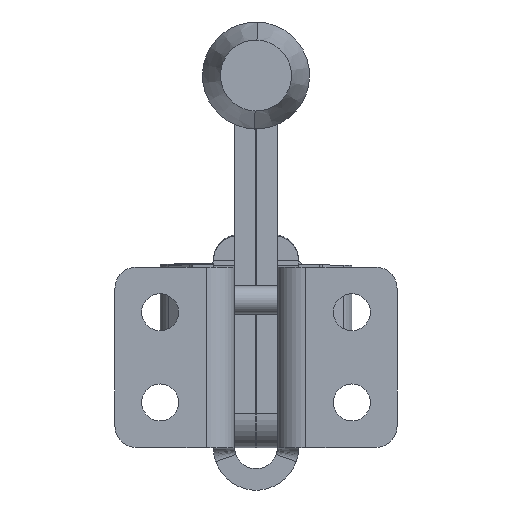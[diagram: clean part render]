
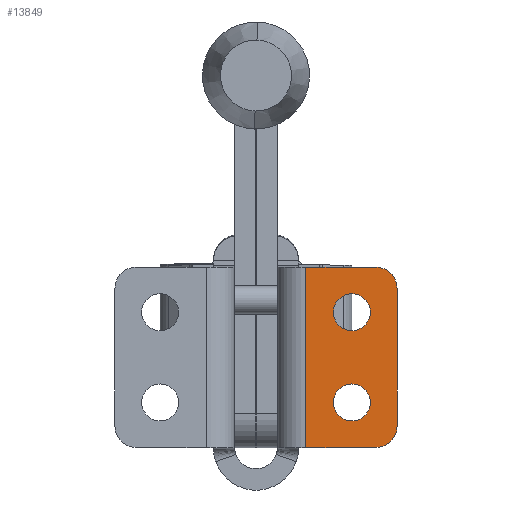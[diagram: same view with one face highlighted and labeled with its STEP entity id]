
A CAD part, front view. The second image highlights one B-rep face of the part: STEP entity #13849.
In plain terms, the highlighted planar face has unit normal (0, -1, 0).
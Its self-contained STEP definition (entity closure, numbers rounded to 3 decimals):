
#7329 = FACE_BOUND ( 'NONE', #17416, .T. ) ;
#7334 = FACE_OUTER_BOUND ( 'NONE', #17410, .T. ) ;
#7338 = FACE_BOUND ( 'NONE', #17411, .T. ) ;
#8445 = AXIS2_PLACEMENT_3D ( 'NONE', #9333, #9331, #9336 ) ;
#8673 = AXIS2_PLACEMENT_3D ( 'NONE', #24603, #24604, #24605 ) ;
#8675 = AXIS2_PLACEMENT_3D ( 'NONE', #24613, #24614, #24615 ) ;
#8717 = AXIS2_PLACEMENT_3D ( 'NONE', #25241, #25242, #25243 ) ;
#8718 = AXIS2_PLACEMENT_3D ( 'NONE', #25245, #25246, #25247 ) ;
#8719 = AXIS2_PLACEMENT_3D ( 'NONE', #25249, #25250, #25251 ) ;
#8720 = AXIS2_PLACEMENT_3D ( 'NONE', #25254, #25255, #25256 ) ;
#9331 = DIRECTION ( 'NONE',  ( 0., 1., 0. ) ) ;
#9333 = CARTESIAN_POINT ( 'NONE',  ( 0., -3., 0. ) ) ;
#9334 = PLANE ( 'NONE',  #8445 ) ;
#9336 = DIRECTION ( 'NONE',  ( -1., 0., 0. ) ) ;
#13849 = ADVANCED_FACE ( 'NONE', ( #7329, #7338, #7334 ), #9334, .F. ) ;
#15406 = EDGE_CURVE ( 'NONE', #16461, #16462, #23087, .T. ) ;
#15410 = EDGE_CURVE ( 'NONE', #16465, #16468, #23095, .T. ) ;
#16340 = ORIENTED_EDGE ( 'NONE', *, *, #15406, .F. ) ;
#16341 = ORIENTED_EDGE ( 'NONE', *, *, #16702, .F. ) ;
#16342 = ORIENTED_EDGE ( 'NONE', *, *, #15410, .F. ) ;
#16343 = ORIENTED_EDGE ( 'NONE', *, *, #16703, .F. ) ;
#16344 = ORIENTED_EDGE ( 'NONE', *, *, #16704, .T. ) ;
#16345 = ORIENTED_EDGE ( 'NONE', *, *, #16705, .T. ) ;
#16346 = ORIENTED_EDGE ( 'NONE', *, *, #16706, .T. ) ;
#16347 = ORIENTED_EDGE ( 'NONE', *, *, #16700, .F. ) ;
#16348 = ORIENTED_EDGE ( 'NONE', *, *, #16707, .T. ) ;
#16349 = ORIENTED_EDGE ( 'NONE', *, *, #16708, .T. ) ;
#16461 = VERTEX_POINT ( 'NONE', #25017 ) ;
#16462 = VERTEX_POINT ( 'NONE', #25018 ) ;
#16465 = VERTEX_POINT ( 'NONE', #25021 ) ;
#16468 = VERTEX_POINT ( 'NONE', #25024 ) ;
#16532 = VERTEX_POINT ( 'NONE', #25088 ) ;
#16540 = VERTEX_POINT ( 'NONE', #25096 ) ;
#16543 = VERTEX_POINT ( 'NONE', #25099 ) ;
#16546 = VERTEX_POINT ( 'NONE', #25102 ) ;
#16548 = VERTEX_POINT ( 'NONE', #25104 ) ;
#16549 = VERTEX_POINT ( 'NONE', #25105 ) ;
#16700 = EDGE_CURVE ( 'NONE', #16546, #16540, #23281, .T. ) ;
#16702 = EDGE_CURVE ( 'NONE', #16462, #16461, #23284, .T. ) ;
#16703 = EDGE_CURVE ( 'NONE', #16468, #16465, #23286, .T. ) ;
#16704 = EDGE_CURVE ( 'NONE', #16532, #16543, #23287, .T. ) ;
#16705 = EDGE_CURVE ( 'NONE', #16543, #16549, #23282, .T. ) ;
#16706 = EDGE_CURVE ( 'NONE', #16549, #16540, #23290, .T. ) ;
#16707 = EDGE_CURVE ( 'NONE', #16546, #16548, #23291, .T. ) ;
#16708 = EDGE_CURVE ( 'NONE', #16548, #16532, #23293, .T. ) ;
#17410 = EDGE_LOOP ( 'NONE', ( #16344, #16345, #16346, #16347, #16348, #16349 ) ) ;
#17411 = EDGE_LOOP ( 'NONE', ( #16342, #16343 ) ) ;
#17416 = EDGE_LOOP ( 'NONE', ( #16340, #16341 ) ) ;
#23087 = CIRCLE ( 'NONE', #8673, 2.6 ) ;
#23095 = CIRCLE ( 'NONE', #8675, 2.6 ) ;
#23281 = LINE ( 'NONE', #25233, #23283 ) ;
#23282 = CIRCLE ( 'NONE', #8719, 3. ) ;
#23283 = VECTOR ( 'NONE', #25229, 1000. ) ;
#23284 = CIRCLE ( 'NONE', #8717, 2.6 ) ;
#23286 = CIRCLE ( 'NONE', #8718, 2.6 ) ;
#23287 = LINE ( 'NONE', #25239, #23289 ) ;
#23289 = VECTOR ( 'NONE', #25240, 1000. ) ;
#23290 = LINE ( 'NONE', #25248, #23292 ) ;
#23291 = LINE ( 'NONE', #25252, #23294 ) ;
#23292 = VECTOR ( 'NONE', #25244, 1000. ) ;
#23293 = CIRCLE ( 'NONE', #8720, 3. ) ;
#23294 = VECTOR ( 'NONE', #25253, 1000. ) ;
#24603 = CARTESIAN_POINT ( 'NONE',  ( 13.5, -3., 6.35 ) ) ;
#24604 = DIRECTION ( 'NONE',  ( 0., -1., 0. ) ) ;
#24605 = DIRECTION ( 'NONE',  ( 1., 0., 0. ) ) ;
#24613 = CARTESIAN_POINT ( 'NONE',  ( 13.5, -3., 19.05 ) ) ;
#24614 = DIRECTION ( 'NONE',  ( 0., -1., 0. ) ) ;
#24615 = DIRECTION ( 'NONE',  ( 1., 0., 0. ) ) ;
#25017 = CARTESIAN_POINT ( 'NONE',  ( 10.9, -3., 6.35 ) ) ;
#25018 = CARTESIAN_POINT ( 'NONE',  ( 16.1, -3., 6.35 ) ) ;
#25021 = CARTESIAN_POINT ( 'NONE',  ( 10.9, -3., 19.05 ) ) ;
#25024 = CARTESIAN_POINT ( 'NONE',  ( 16.1, -3., 19.05 ) ) ;
#25088 = CARTESIAN_POINT ( 'NONE',  ( 19.85, -3., 3. ) ) ;
#25096 = CARTESIAN_POINT ( 'NONE',  ( 7., -3., 25.4 ) ) ;
#25099 = CARTESIAN_POINT ( 'NONE',  ( 19.85, -3., 22.4 ) ) ;
#25102 = CARTESIAN_POINT ( 'NONE',  ( 7., -3., 0. ) ) ;
#25104 = CARTESIAN_POINT ( 'NONE',  ( 16.85, -3., 0. ) ) ;
#25105 = CARTESIAN_POINT ( 'NONE',  ( 16.85, -3., 25.4 ) ) ;
#25229 = DIRECTION ( 'NONE',  ( 0., 0., 1. ) ) ;
#25233 = CARTESIAN_POINT ( 'NONE',  ( 7., -3., 0. ) ) ;
#25239 = CARTESIAN_POINT ( 'NONE',  ( 19.85, -3., 25.4 ) ) ;
#25240 = DIRECTION ( 'NONE',  ( 0., 0., 1. ) ) ;
#25241 = CARTESIAN_POINT ( 'NONE',  ( 13.5, -3., 6.35 ) ) ;
#25242 = DIRECTION ( 'NONE',  ( 0., -1., 0. ) ) ;
#25243 = DIRECTION ( 'NONE',  ( 1., 0., 0. ) ) ;
#25244 = DIRECTION ( 'NONE',  ( -1., 0., 0. ) ) ;
#25245 = CARTESIAN_POINT ( 'NONE',  ( 13.5, -3., 19.05 ) ) ;
#25246 = DIRECTION ( 'NONE',  ( 0., -1., 0. ) ) ;
#25247 = DIRECTION ( 'NONE',  ( 1., 0., 0. ) ) ;
#25248 = CARTESIAN_POINT ( 'NONE',  ( 6., -3., 25.4 ) ) ;
#25249 = CARTESIAN_POINT ( 'NONE',  ( 16.85, -3., 22.4 ) ) ;
#25250 = DIRECTION ( 'NONE',  ( 0., -1., 0. ) ) ;
#25251 = DIRECTION ( 'NONE',  ( -1., 0., 0. ) ) ;
#25252 = CARTESIAN_POINT ( 'NONE',  ( 19.85, -3., 0. ) ) ;
#25253 = DIRECTION ( 'NONE',  ( 1., 0., 0. ) ) ;
#25254 = CARTESIAN_POINT ( 'NONE',  ( 16.85, -3., 3. ) ) ;
#25255 = DIRECTION ( 'NONE',  ( 0., -1., 0. ) ) ;
#25256 = DIRECTION ( 'NONE',  ( -1., 0., 0. ) ) ;
